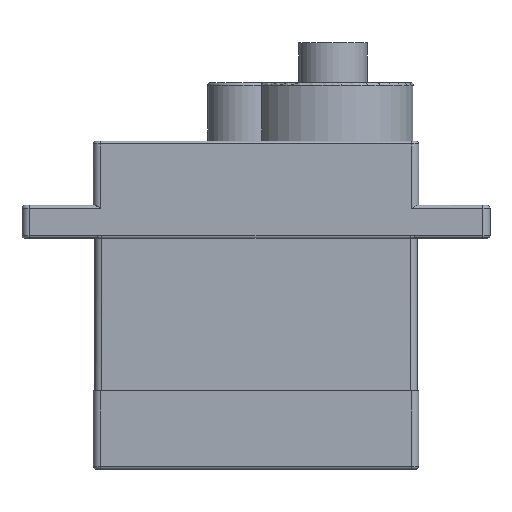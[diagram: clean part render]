
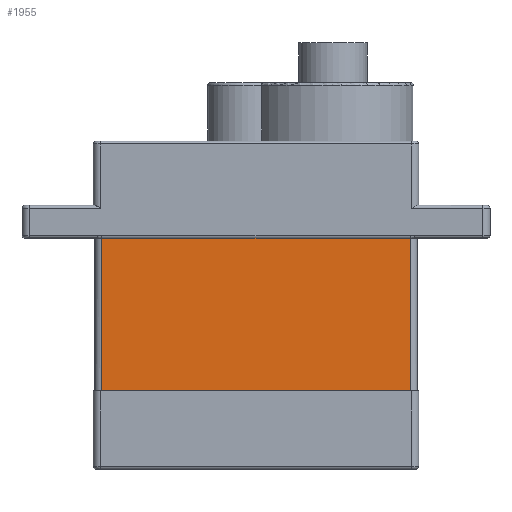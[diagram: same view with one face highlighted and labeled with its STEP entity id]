
A CAD part, front view. The second image highlights one B-rep face of the part: STEP entity #1955.
In plain terms, the highlighted planar face has unit normal (0, -1, 0).
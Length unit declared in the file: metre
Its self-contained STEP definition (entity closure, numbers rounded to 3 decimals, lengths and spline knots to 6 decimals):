
#117=LINE('',#3383,#247);
#125=LINE('',#3399,#255);
#126=LINE('',#3402,#256);
#127=LINE('',#3403,#257);
#247=VECTOR('',#2595,1.);
#255=VECTOR('',#2613,1.);
#256=VECTOR('',#2614,1.);
#257=VECTOR('',#2615,1.);
#349=PLANE('',#2153);
#527=ORIENTED_EDGE('',*,*,#1103,.T.);
#528=ORIENTED_EDGE('',*,*,#1104,.T.);
#529=ORIENTED_EDGE('',*,*,#1094,.F.);
#530=ORIENTED_EDGE('',*,*,#1105,.T.);
#1094=EDGE_CURVE('',#1384,#1385,#117,.T.);
#1103=EDGE_CURVE('',#1388,#1389,#125,.T.);
#1104=EDGE_CURVE('',#1389,#1385,#126,.T.);
#1105=EDGE_CURVE('',#1384,#1388,#127,.T.);
#1384=VERTEX_POINT('',#3382);
#1385=VERTEX_POINT('',#3384);
#1388=VERTEX_POINT('',#3400);
#1389=VERTEX_POINT('',#3401);
#1612=EDGE_LOOP('',(#527,#528,#529,#530));
#1755=FACE_BOUND('',#1612,.T.);
#1955=ADVANCED_FACE('',(#1755),#349,.F.);
#2153=AXIS2_PLACEMENT_3D('',#3398,#2611,#2612);
#2595=DIRECTION('',(-1.,0.,0.));
#2611=DIRECTION('',(0.,1.,0.));
#2612=DIRECTION('',(0.,0.,-1.));
#2613=DIRECTION('',(-1.,0.,0.));
#2614=DIRECTION('',(0.,0.,-1.));
#2615=DIRECTION('',(0.,0.,1.));
#3382=CARTESIAN_POINT('',(0.0108,-0.0059,-0.0175));
#3383=CARTESIAN_POINT('',(-0.0113,-0.0059,-0.0175));
#3384=CARTESIAN_POINT('',(-0.0108,-0.0059,-0.0175));
#3398=CARTESIAN_POINT('',(-0.0113,-0.0059,-0.0175));
#3399=CARTESIAN_POINT('',(-0.0113,-0.0059,-0.0068));
#3400=CARTESIAN_POINT('',(0.0108,-0.0059,-0.0068));
#3401=CARTESIAN_POINT('',(-0.0108,-0.0059,-0.0068));
#3402=CARTESIAN_POINT('',(-0.0108,-0.0059,-0.0175));
#3403=CARTESIAN_POINT('',(0.0108,-0.0059,-0.0175));
